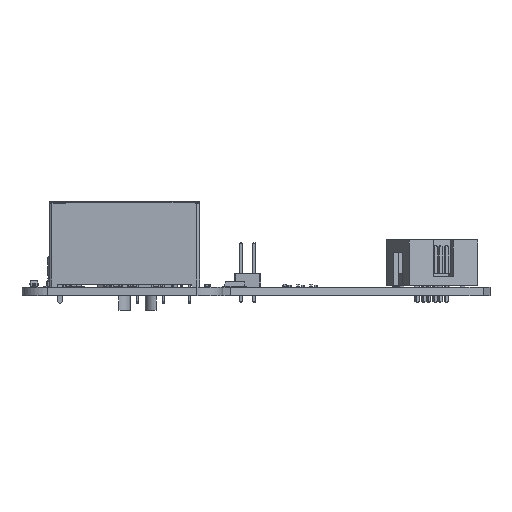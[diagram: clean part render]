
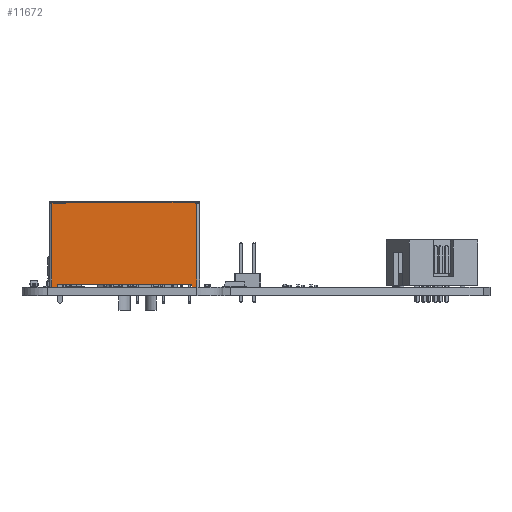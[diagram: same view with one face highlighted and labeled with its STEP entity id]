
A CAD part, left-side view. The second image highlights one B-rep face of the part: STEP entity #11672.
In plain terms, the highlighted face is planar.
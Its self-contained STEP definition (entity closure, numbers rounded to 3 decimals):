
#10897 = VERTEX_POINT('',#10898);
#10898 = CARTESIAN_POINT('',(10.15,-25.5,0.5));
#10904 = EDGE_CURVE('',#10897,#10905,#10907,.T.);
#10905 = VERTEX_POINT('',#10906);
#10906 = CARTESIAN_POINT('',(10.15,0.5,0.5));
#10907 = LINE('',#10908,#10909);
#10908 = CARTESIAN_POINT('',(10.15,-19.75,0.5));
#10909 = VECTOR('',#10910,1.);
#10910 = DIRECTION('',(0.,1.,0.));
#11482 = VERTEX_POINT('',#11483);
#11483 = CARTESIAN_POINT('',(10.15,1.5,16.15));
#11490 = EDGE_CURVE('',#11482,#11491,#11493,.T.);
#11491 = VERTEX_POINT('',#11492);
#11492 = CARTESIAN_POINT('',(10.15,1.5,0.));
#11493 = LINE('',#11494,#11495);
#11494 = CARTESIAN_POINT('',(10.15,1.5,0.));
#11495 = VECTOR('',#11496,1.);
#11496 = DIRECTION('',(0.,0.,-1.));
#11515 = VERTEX_POINT('',#11516);
#11516 = CARTESIAN_POINT('',(10.15,0.5,0.));
#11525 = EDGE_CURVE('',#11515,#11491,#11526,.T.);
#11526 = LINE('',#11527,#11528);
#11527 = CARTESIAN_POINT('',(10.15,-27.,0.));
#11528 = VECTOR('',#11529,1.);
#11529 = DIRECTION('',(0.,1.,0.));
#11588 = EDGE_CURVE('',#10905,#11515,#11589,.T.);
#11589 = LINE('',#11590,#11591);
#11590 = CARTESIAN_POINT('',(10.15,0.5,0.));
#11591 = VECTOR('',#11592,1.);
#11592 = DIRECTION('',(0.,0.,-1.));
#11672 = ADVANCED_FACE('',(#11673),#11741,.T.);
#11673 = FACE_BOUND('',#11674,.T.);
#11674 = EDGE_LOOP('',(#11675,#11676,#11677,#11678,#11686,#11694,#11702,
    #11710,#11718,#11726,#11734,#11740));
#11675 = ORIENTED_EDGE('',*,*,#11588,.T.);
#11676 = ORIENTED_EDGE('',*,*,#11525,.T.);
#11677 = ORIENTED_EDGE('',*,*,#11490,.F.);
#11678 = ORIENTED_EDGE('',*,*,#11679,.F.);
#11679 = EDGE_CURVE('',#11680,#11482,#11682,.T.);
#11680 = VERTEX_POINT('',#11681);
#11681 = CARTESIAN_POINT('',(10.15,1.15,16.15));
#11682 = LINE('',#11683,#11684);
#11683 = CARTESIAN_POINT('',(10.15,-12.688,16.15));
#11684 = VECTOR('',#11685,1.);
#11685 = DIRECTION('',(0.,1.,0.));
#11686 = ORIENTED_EDGE('',*,*,#11687,.F.);
#11687 = EDGE_CURVE('',#11688,#11680,#11690,.T.);
#11688 = VERTEX_POINT('',#11689);
#11689 = CARTESIAN_POINT('',(10.15,1.15,16.4));
#11690 = LINE('',#11691,#11692);
#11691 = CARTESIAN_POINT('',(10.15,1.15,8.25));
#11692 = VECTOR('',#11693,1.);
#11693 = DIRECTION('',(0.,0.,-1.));
#11694 = ORIENTED_EDGE('',*,*,#11695,.F.);
#11695 = EDGE_CURVE('',#11696,#11688,#11698,.T.);
#11696 = VERTEX_POINT('',#11697);
#11697 = CARTESIAN_POINT('',(10.15,-23.9,16.4));
#11698 = LINE('',#11699,#11700);
#11699 = CARTESIAN_POINT('',(10.15,-19.75,16.4));
#11700 = VECTOR('',#11701,1.);
#11701 = DIRECTION('',(0.,1.,0.));
#11702 = ORIENTED_EDGE('',*,*,#11703,.F.);
#11703 = EDGE_CURVE('',#11704,#11696,#11706,.T.);
#11704 = VERTEX_POINT('',#11705);
#11705 = CARTESIAN_POINT('',(10.15,-23.9,16.15));
#11706 = LINE('',#11707,#11708);
#11707 = CARTESIAN_POINT('',(10.15,-23.9,8.25));
#11708 = VECTOR('',#11709,1.);
#11709 = DIRECTION('',(0.,0.,1.));
#11710 = ORIENTED_EDGE('',*,*,#11711,.F.);
#11711 = EDGE_CURVE('',#11712,#11704,#11714,.T.);
#11712 = VERTEX_POINT('',#11713);
#11713 = CARTESIAN_POINT('',(10.15,-26.5,16.15));
#11714 = LINE('',#11715,#11716);
#11715 = CARTESIAN_POINT('',(10.15,-26.25,16.15));
#11716 = VECTOR('',#11717,1.);
#11717 = DIRECTION('',(0.,1.,0.));
#11718 = ORIENTED_EDGE('',*,*,#11719,.F.);
#11719 = EDGE_CURVE('',#11720,#11712,#11722,.T.);
#11720 = VERTEX_POINT('',#11721);
#11721 = CARTESIAN_POINT('',(10.15,-26.5,0.));
#11722 = LINE('',#11723,#11724);
#11723 = CARTESIAN_POINT('',(10.15,-26.5,0.));
#11724 = VECTOR('',#11725,1.);
#11725 = DIRECTION('',(0.,0.,1.));
#11726 = ORIENTED_EDGE('',*,*,#11727,.T.);
#11727 = EDGE_CURVE('',#11720,#11728,#11730,.T.);
#11728 = VERTEX_POINT('',#11729);
#11729 = CARTESIAN_POINT('',(10.15,-25.5,0.));
#11730 = LINE('',#11731,#11732);
#11731 = CARTESIAN_POINT('',(10.15,-27.,0.));
#11732 = VECTOR('',#11733,1.);
#11733 = DIRECTION('',(0.,1.,0.));
#11734 = ORIENTED_EDGE('',*,*,#11735,.T.);
#11735 = EDGE_CURVE('',#11728,#10897,#11736,.T.);
#11736 = LINE('',#11737,#11738);
#11737 = CARTESIAN_POINT('',(10.15,-25.5,0.));
#11738 = VECTOR('',#11739,1.);
#11739 = DIRECTION('',(0.,0.,1.));
#11740 = ORIENTED_EDGE('',*,*,#10904,.T.);
#11741 = PLANE('',#11742);
#11742 = AXIS2_PLACEMENT_3D('',#11743,#11744,#11745);
#11743 = CARTESIAN_POINT('',(10.15,-27.,0.));
#11744 = DIRECTION('',(1.,0.,0.));
#11745 = DIRECTION('',(0.,1.,0.));
